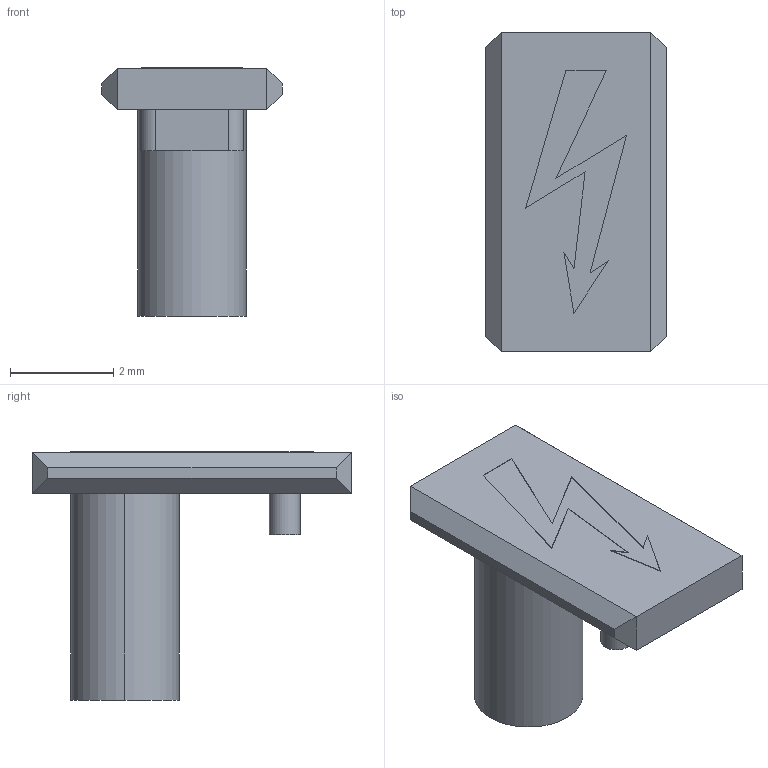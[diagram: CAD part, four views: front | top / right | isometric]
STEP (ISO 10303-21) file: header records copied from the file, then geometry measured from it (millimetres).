
FILE_DESCRIPTION(('CATIA V5 STEP Exchange','CAx-IF Rec.Pracs.--- Model Styling and Organization---1.4--- 2014-01-23'),'2;1');
FILE_NAME ('702647-8_0', '2021-05-10T05:55:16+00:00', ('none'), ('Weidmueller'), 'CATIA Version 5-6 Release 2016 SP3 HF44', 'CATIA V5 STEP AP214', 'none');
FILE_SCHEMA(('AUTOMOTIVE_DESIGN { 1 0 10303 214 1 1 1 1 }'));
Length unit declared in the file: millimetre
Products named in the file (1): 65699_AAM_1-5_YL_FLASH
Bounding box: 3.5 x 6.2 x 4.81 mm (x, y, z)
Volume: 31 mm3; surface area: 90.2 mm2
Topology: 2 solids, 2 shells, 35 faces, 79 edges, 50 vertices
Faces by surface type: plane 31, cylinder 4
Entity records: 1005 total; most frequent: CARTESIAN_POINT 172, ORIENTED_EDGE 158, DIRECTION 139, EDGE_CURVE 79, VECTOR 63, LINE 63, VERTEX_POINT 50, AXIS2_PLACEMENT_3D 43
